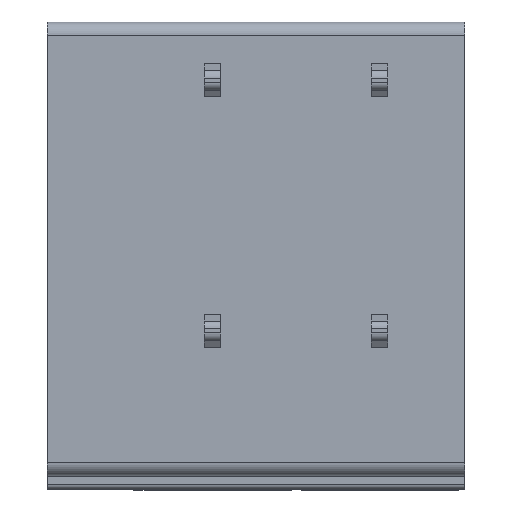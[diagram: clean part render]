
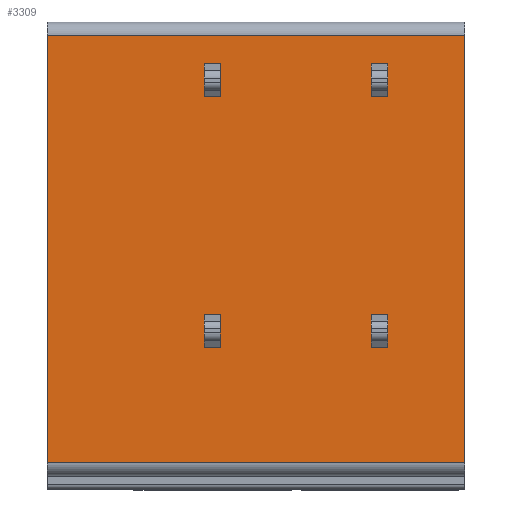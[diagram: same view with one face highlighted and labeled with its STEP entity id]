
A CAD part, left-side view. The second image highlights one B-rep face of the part: STEP entity #3309.
In plain terms, the highlighted planar face has unit normal (-1, 0, 0).
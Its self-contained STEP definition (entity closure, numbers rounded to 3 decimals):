
#19=DIRECTION('',(0.,0.,1.));
#20=VECTOR('',#19,13.);
#21=CARTESIAN_POINT('',(0.,0.,-13.4));
#22=LINE('',#21,#20);
#857=DIRECTION('',(0.,1.,0.));
#858=VECTOR('',#857,12.7);
#859=CARTESIAN_POINT('',(0.,0.,-0.4));
#860=LINE('',#859,#858);
#866=DIRECTION('',(0.,-1.,0.));
#867=VECTOR('',#866,0.5);
#868=CARTESIAN_POINT('',(0.,7.93,-9.89));
#869=LINE('',#868,#867);
#870=DIRECTION('',(0.,0.,1.));
#871=VECTOR('',#870,1.);
#872=CARTESIAN_POINT('',(0.,7.43,-9.89));
#873=LINE('',#872,#871);
#874=DIRECTION('',(0.,1.,0.));
#875=VECTOR('',#874,0.5);
#876=CARTESIAN_POINT('',(0.,7.43,-8.89));
#877=LINE('',#876,#875);
#878=DIRECTION('',(0.,0.,-1.));
#879=VECTOR('',#878,1.);
#880=CARTESIAN_POINT('',(0.,7.93,-8.89));
#881=LINE('',#880,#879);
#882=DIRECTION('',(0.,-1.,0.));
#883=VECTOR('',#882,0.5);
#884=CARTESIAN_POINT('',(0.,7.93,-2.27));
#885=LINE('',#884,#883);
#886=DIRECTION('',(0.,0.,1.));
#887=VECTOR('',#886,1.);
#888=CARTESIAN_POINT('',(0.,7.43,-2.27));
#889=LINE('',#888,#887);
#890=DIRECTION('',(0.,1.,0.));
#891=VECTOR('',#890,0.5);
#892=CARTESIAN_POINT('',(0.,7.43,-1.27));
#893=LINE('',#892,#891);
#894=DIRECTION('',(0.,0.,-1.));
#895=VECTOR('',#894,1.);
#896=CARTESIAN_POINT('',(0.,7.93,-1.27));
#897=LINE('',#896,#895);
#898=DIRECTION('',(0.,-1.,0.));
#899=VECTOR('',#898,0.5);
#900=CARTESIAN_POINT('',(0.,2.85,-2.27));
#901=LINE('',#900,#899);
#902=DIRECTION('',(0.,0.,1.));
#903=VECTOR('',#902,1.);
#904=CARTESIAN_POINT('',(0.,2.35,-2.27));
#905=LINE('',#904,#903);
#906=DIRECTION('',(0.,1.,0.));
#907=VECTOR('',#906,0.5);
#908=CARTESIAN_POINT('',(0.,2.35,-1.27));
#909=LINE('',#908,#907);
#910=DIRECTION('',(0.,0.,-1.));
#911=VECTOR('',#910,1.);
#912=CARTESIAN_POINT('',(0.,2.85,-1.27));
#913=LINE('',#912,#911);
#914=DIRECTION('',(0.,-1.,0.));
#915=VECTOR('',#914,0.5);
#916=CARTESIAN_POINT('',(0.,2.85,-9.89));
#917=LINE('',#916,#915);
#918=DIRECTION('',(0.,0.,1.));
#919=VECTOR('',#918,1.);
#920=CARTESIAN_POINT('',(0.,2.35,-9.89));
#921=LINE('',#920,#919);
#922=DIRECTION('',(0.,1.,0.));
#923=VECTOR('',#922,0.5);
#924=CARTESIAN_POINT('',(0.,2.35,-8.89));
#925=LINE('',#924,#923);
#926=DIRECTION('',(0.,0.,-1.));
#927=VECTOR('',#926,1.);
#928=CARTESIAN_POINT('',(0.,2.85,-8.89));
#929=LINE('',#928,#927);
#930=DIRECTION('',(0.,1.,0.));
#931=VECTOR('',#930,12.7);
#932=CARTESIAN_POINT('',(0.,0.,-13.4));
#933=LINE('',#932,#931);
#934=DIRECTION('',(0.,0.,1.));
#935=VECTOR('',#934,13.);
#936=CARTESIAN_POINT('',(0.,12.7,-13.4));
#937=LINE('',#936,#935);
#1595=CARTESIAN_POINT('',(0.,0.,-13.4));
#1596=VERTEX_POINT('',#1595);
#1597=CARTESIAN_POINT('',(0.,0.,-0.4));
#1598=VERTEX_POINT('',#1597);
#1725=CARTESIAN_POINT('',(0.,2.85,-2.27));
#1726=CARTESIAN_POINT('',(0.,2.35,-2.27));
#1727=VERTEX_POINT('',#1725);
#1728=VERTEX_POINT('',#1726);
#1729=CARTESIAN_POINT('',(0.,2.35,-1.27));
#1730=VERTEX_POINT('',#1729);
#1731=CARTESIAN_POINT('',(0.,2.85,-1.27));
#1732=VERTEX_POINT('',#1731);
#1733=CARTESIAN_POINT('',(0.,2.85,-9.89));
#1734=CARTESIAN_POINT('',(0.,2.35,-9.89));
#1735=VERTEX_POINT('',#1733);
#1736=VERTEX_POINT('',#1734);
#1737=CARTESIAN_POINT('',(0.,2.35,-8.89));
#1738=VERTEX_POINT('',#1737);
#1739=CARTESIAN_POINT('',(0.,2.85,-8.89));
#1740=VERTEX_POINT('',#1739);
#1797=CARTESIAN_POINT('',(0.,12.7,-13.4));
#1798=VERTEX_POINT('',#1797);
#1799=CARTESIAN_POINT('',(0.,12.7,-0.4));
#1800=VERTEX_POINT('',#1799);
#1911=CARTESIAN_POINT('',(0.,7.93,-2.27));
#1912=CARTESIAN_POINT('',(0.,7.43,-2.27));
#1913=VERTEX_POINT('',#1911);
#1914=VERTEX_POINT('',#1912);
#1915=CARTESIAN_POINT('',(0.,7.43,-1.27));
#1916=VERTEX_POINT('',#1915);
#1917=CARTESIAN_POINT('',(0.,7.93,-1.27));
#1918=VERTEX_POINT('',#1917);
#1919=CARTESIAN_POINT('',(0.,7.93,-9.89));
#1920=CARTESIAN_POINT('',(0.,7.43,-9.89));
#1921=VERTEX_POINT('',#1919);
#1922=VERTEX_POINT('',#1920);
#1923=CARTESIAN_POINT('',(0.,7.43,-8.89));
#1924=VERTEX_POINT('',#1923);
#1925=CARTESIAN_POINT('',(0.,7.93,-8.89));
#1926=VERTEX_POINT('',#1925);
#3256=CARTESIAN_POINT('',(0.,0.,-13.4));
#3257=DIRECTION('',(-1.,0.,0.));
#3258=DIRECTION('',(0.,0.,1.));
#3259=AXIS2_PLACEMENT_3D('',#3256,#3257,#3258);
#3260=PLANE('',#3259);
#3262=ORIENTED_EDGE('',*,*,#3261,.T.);
#3264=ORIENTED_EDGE('',*,*,#3263,.T.);
#3265=ORIENTED_EDGE('',*,*,#3247,.F.);
#3266=ORIENTED_EDGE('',*,*,#2092,.F.);
#3267=EDGE_LOOP('',(#3262,#3264,#3265,#3266));
#3268=FACE_OUTER_BOUND('',#3267,.F.);
#3270=ORIENTED_EDGE('',*,*,#3269,.T.);
#3272=ORIENTED_EDGE('',*,*,#3271,.T.);
#3274=ORIENTED_EDGE('',*,*,#3273,.T.);
#3276=ORIENTED_EDGE('',*,*,#3275,.T.);
#3277=EDGE_LOOP('',(#3270,#3272,#3274,#3276));
#3278=FACE_BOUND('',#3277,.F.);
#3280=ORIENTED_EDGE('',*,*,#3279,.T.);
#3282=ORIENTED_EDGE('',*,*,#3281,.T.);
#3284=ORIENTED_EDGE('',*,*,#3283,.T.);
#3286=ORIENTED_EDGE('',*,*,#3285,.T.);
#3287=EDGE_LOOP('',(#3280,#3282,#3284,#3286));
#3288=FACE_BOUND('',#3287,.F.);
#3290=ORIENTED_EDGE('',*,*,#3289,.T.);
#3292=ORIENTED_EDGE('',*,*,#3291,.T.);
#3294=ORIENTED_EDGE('',*,*,#3293,.T.);
#3296=ORIENTED_EDGE('',*,*,#3295,.T.);
#3297=EDGE_LOOP('',(#3290,#3292,#3294,#3296));
#3298=FACE_BOUND('',#3297,.F.);
#3300=ORIENTED_EDGE('',*,*,#3299,.T.);
#3302=ORIENTED_EDGE('',*,*,#3301,.T.);
#3304=ORIENTED_EDGE('',*,*,#3303,.T.);
#3306=ORIENTED_EDGE('',*,*,#3305,.T.);
#3307=EDGE_LOOP('',(#3300,#3302,#3304,#3306));
#3308=FACE_BOUND('',#3307,.F.);
#2092=EDGE_CURVE('',#1596,#1598,#22,.T.);
#3247=EDGE_CURVE('',#1598,#1800,#860,.T.);
#3261=EDGE_CURVE('',#1596,#1798,#933,.T.);
#3263=EDGE_CURVE('',#1798,#1800,#937,.T.);
#3269=EDGE_CURVE('',#1913,#1914,#885,.T.);
#3271=EDGE_CURVE('',#1914,#1916,#889,.T.);
#3273=EDGE_CURVE('',#1916,#1918,#893,.T.);
#3275=EDGE_CURVE('',#1918,#1913,#897,.T.);
#3279=EDGE_CURVE('',#1727,#1728,#901,.T.);
#3281=EDGE_CURVE('',#1728,#1730,#905,.T.);
#3283=EDGE_CURVE('',#1730,#1732,#909,.T.);
#3285=EDGE_CURVE('',#1732,#1727,#913,.T.);
#3289=EDGE_CURVE('',#1735,#1736,#917,.T.);
#3291=EDGE_CURVE('',#1736,#1738,#921,.T.);
#3293=EDGE_CURVE('',#1738,#1740,#925,.T.);
#3295=EDGE_CURVE('',#1740,#1735,#929,.T.);
#3299=EDGE_CURVE('',#1921,#1922,#869,.T.);
#3301=EDGE_CURVE('',#1922,#1924,#873,.T.);
#3303=EDGE_CURVE('',#1924,#1926,#877,.T.);
#3305=EDGE_CURVE('',#1926,#1921,#881,.T.);
#3309=ADVANCED_FACE('',(#3268,#3278,#3288,#3298,#3308),#3260,.T.);
